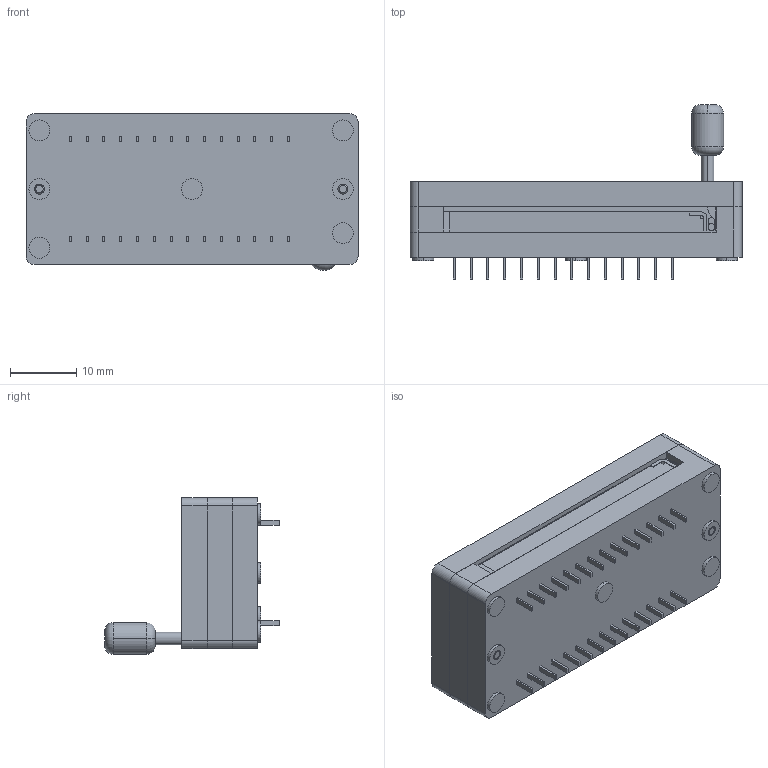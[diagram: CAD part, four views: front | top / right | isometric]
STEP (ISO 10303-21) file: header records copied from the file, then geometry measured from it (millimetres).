
FILE_DESCRIPTION (( 'STEP AP214' ), '1' );
FILE_NAME ('228-1277-00-0602J.STEP', '2022-11-29T00:16:22', ( '' ), ( '' ), 'SwSTEP 2.0', 'SolidWorks 2017', '' );
FILE_SCHEMA (( 'AUTOMOTIVE_DESIGN' ));
Length unit declared in the file: inch
Products named in the file (1): 228-1277-00-0602J
Bounding box: 50.29 x 26.42 x 23.75 mm (x, y, z)
Volume: 12695.3 mm3; surface area: 9417.9 mm2
Topology: 37 solids, 37 shells, 500 faces, 1213 edges, 800 vertices
Faces by surface type: plane 418, cylinder 60, cone 12, torus 10
Entity records: 17063 total; most frequent: CARTESIAN_POINT 2514, ORIENTED_EDGE 2426, DIRECTION 2369, EDGE_CURVE 1213, LINE 1059, VECTOR 1059, VERTEX_POINT 800, AXIS2_PLACEMENT_3D 655
